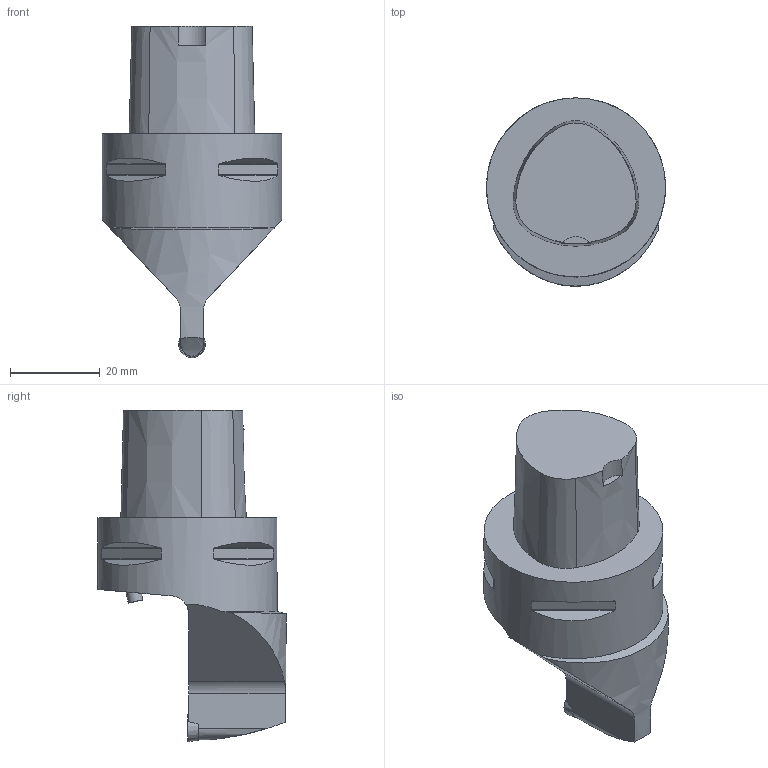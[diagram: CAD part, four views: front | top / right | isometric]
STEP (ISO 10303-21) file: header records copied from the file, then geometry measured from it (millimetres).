
FILE_DESCRIPTION(/* description */ (''),/* implementation_level */ '2;1');
FILE_NAME(/* name */ '1675329337942.stp',/* time_stamp */ '2023-02-02T14:45:53+05:00',/* author */ (''),/* organization */ ('SMS'),/* preprocessor_version */ 'ST-DEVELOPER v16.7',/* originating_system */ 'SIEMENS PLM Software NX 12.0',/* authorisation */ '');
FILE_SCHEMA (('AUTOMOTIVE_DESIGN { 1 0 10303 214 3 1 1 1 }'));
Length unit declared in the file: millimetre
Products named in the file (4): 204443338mod000_00; ASSEMBLY_CONSTRUCTION; 204515708mod000_00; 204515707mod000_00
Assembly tree (3 placements, depth 2):
  204515707mod000_00
    204515708mod000_00
    ASSEMBLY_CONSTRUCTION
    204443338mod000_00
Bounding box: 40 x 42 x 74 mm (x, y, z)
Volume: 45660.3 mm3; surface area: 8869.3 mm2
Topology: 2 solids, 2 shells, 60 faces, 149 edges, 108 vertices
Faces by surface type: plane 26, cylinder 18, cone 11, torus 4, extrusion 1
Full cylindrical faces by diameter (mm): 2.8 x2, 3.3 x1, 40 x1
Entity records: 2152 total; most frequent: CARTESIAN_POINT 639, DIRECTION 293, ORIENTED_EDGE 260, EDGE_CURVE 130, AXIS2_PLACEMENT_3D 123, VERTEX_POINT 92, EDGE_LOOP 80, ADVANCED_FACE 60
